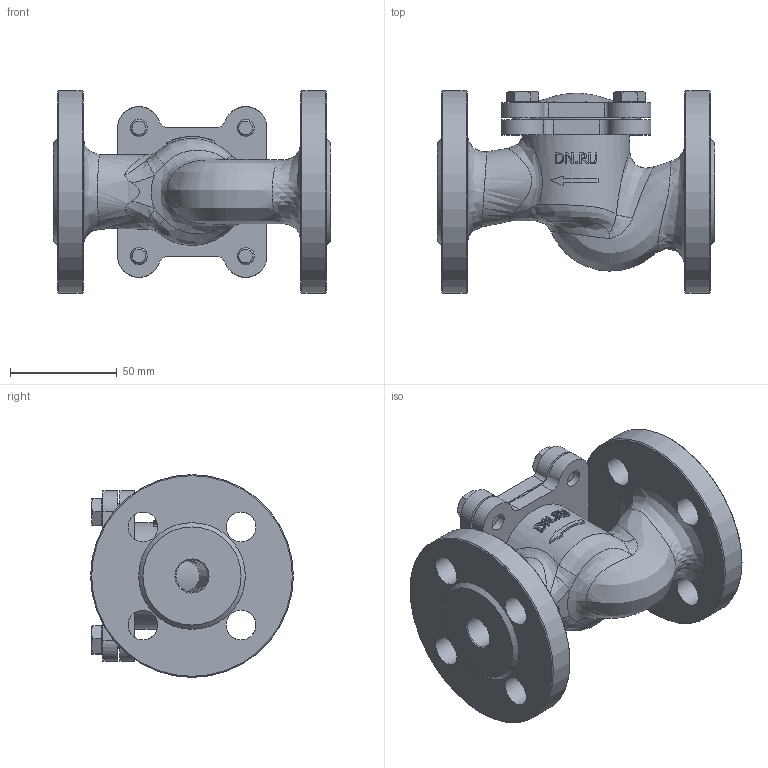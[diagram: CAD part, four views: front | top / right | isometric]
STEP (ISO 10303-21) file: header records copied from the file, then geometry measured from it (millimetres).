
FILE_DESCRIPTION(/* description */ (''),/* implementation_level */ '2;1');
FILE_NAME(/* name */ 'DN15_3D_STEP.stp',/* time_stamp */ '2024-03-27T16:59:45+03:00',/* author */ ('igorr'),/* organization */ (''),/* preprocessor_version */ 'ST-DEVELOPER v19.2',/* originating_system */ 'Autodesk Inventor 2023',/* authorisation */ '');
FILE_SCHEMA (('AUTOMOTIVE_DESIGN { 1 0 10303 214 3 1 1 }'));
Length unit declared in the file: millimetre
Products named in the file (3): Сборка; Деталь1; AS 1110 - M8 x 12
Assembly tree (5 placements, depth 2):
  Сборка
    Деталь1
    AS 1110 - M8 x 12  x4
Bounding box: 130 x 95 x 95 mm (x, y, z)
Volume: 366678.9 mm3; surface area: 76116.8 mm2
Topology: 5 solids, 5 shells, 271 faces, 681 edges, 435 vertices
Faces by surface type: plane 130, cylinder 57, bspline 47, cone 36, torus 1
Full cylindrical faces by diameter (mm): 8 x12, 13 x4, 14 x8, 15 x2, 60 x1, 95 x2
Entity records: 14968 total; most frequent: CARTESIAN_POINT 9875, ORIENTED_EDGE 1050, DIRECTION 918, EDGE_CURVE 525, AXIS2_PLACEMENT_3D 355, VERTEX_POINT 345, EDGE_LOOP 246, LINE 208
